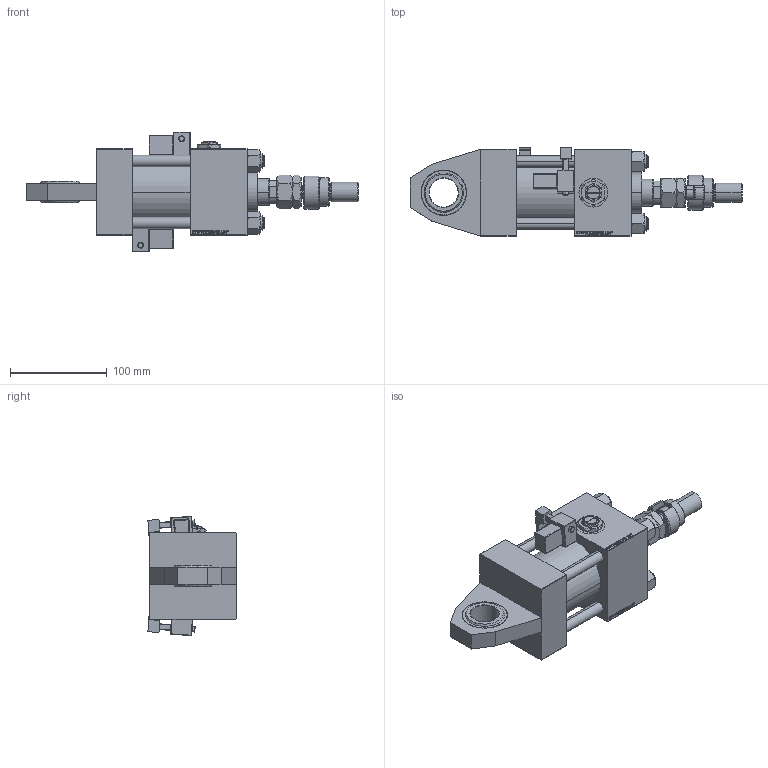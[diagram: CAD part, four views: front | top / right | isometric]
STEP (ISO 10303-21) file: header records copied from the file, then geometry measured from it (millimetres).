
FILE_DESCRIPTION (( 'STEP AP203' ), '1' );
FILE_NAME ('30dd.STEP', '2022-04-16T13:37:17', ( '' ), ( '' ), 'SwSTEP 2.0', 'SolidWorks 2019', '' );
FILE_SCHEMA (( 'CONFIG_CONTROL_DESIGN' ));
Length unit declared in the file: millimetre
Products named in the file (12): V215CR_J_Body 57ae47e3fd1bb8016fb7de0a33fceb79; V215CR_VCP_J 57ae47e3fd1bb8016fb7de0a33fceb79; 30dd; V215CR_J_VNITRNI_KROUZEK 57ae47e3fd1bb8016fb7de0a33fceb79; Zatka_pro_OIL_PORT 57ae47e3fd1bb8016fb7de0a33fceb79; MFA 57ae47e3fd1bb8016fb7de0a33fceb79; DFA 57ae47e3fd1bb8016fb7de0a33fceb79; V215CR_TYCINKA_J 57ae47e3fd1bb8016fb7de0a33fceb79; V215_VC_A 57ae47e3fd1bb8016fb7de0a33fceb79; FEMALE_PART_FOR_DFA 57ae47e3fd1bb8016fb7de0a33fceb79; NUT_M5_J 57ae47e3fd1bb8016fb7de0a33fceb79; V215CR_MSU 57ae47e3fd1bb8016fb7de0a33fceb79
Assembly tree (18 placements, depth 3):
  30dd
    V215CR_J_Body 57ae47e3fd1bb8016fb7de0a33fceb79
    V215CR_J_VNITRNI_KROUZEK 57ae47e3fd1bb8016fb7de0a33fceb79
    V215CR_VCP_J 57ae47e3fd1bb8016fb7de0a33fceb79
    V215CR_TYCINKA_J 57ae47e3fd1bb8016fb7de0a33fceb79  x4
    NUT_M5_J 57ae47e3fd1bb8016fb7de0a33fceb79  x4
    V215_VC_A 57ae47e3fd1bb8016fb7de0a33fceb79
    DFA 57ae47e3fd1bb8016fb7de0a33fceb79
      FEMALE_PART_FOR_DFA 57ae47e3fd1bb8016fb7de0a33fceb79
      MFA 57ae47e3fd1bb8016fb7de0a33fceb79
    V215CR_MSU 57ae47e3fd1bb8016fb7de0a33fceb79  x2
    Zatka_pro_OIL_PORT 57ae47e3fd1bb8016fb7de0a33fceb79
Bounding box: 344 x 91.43 x 123.72 mm (x, y, z)
Volume: 1117705.4 mm3; surface area: 228114.2 mm2
Topology: 17 solids, 17 shells, 1432 faces, 3522 edges, 2225 vertices
Faces by surface type: plane 626, bspline 392, cone 188, cylinder 166, torus 36, sphere 24
Entity records: 56956 total; most frequent: CARTESIAN_POINT 28675, ORIENTED_EDGE 6154, DIRECTION 4288, EDGE_CURVE 3077, VERTEX_POINT 1985, VECTOR 1756, LINE 1756, EDGE_LOOP 1374
